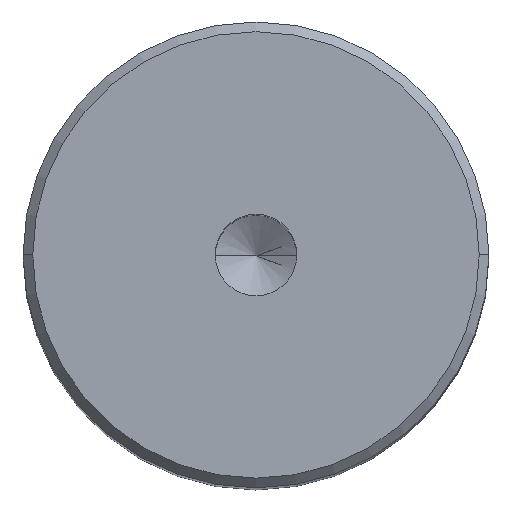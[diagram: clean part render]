
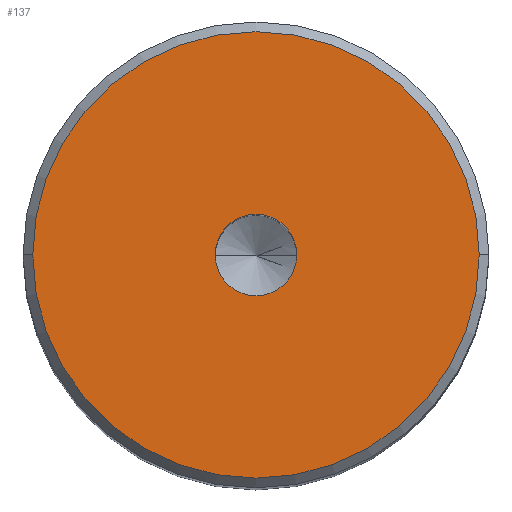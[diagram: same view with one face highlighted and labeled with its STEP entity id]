
A CAD part, top view. The second image highlights one B-rep face of the part: STEP entity #137.
In plain terms, the highlighted planar face has unit normal (0, 0, 1).
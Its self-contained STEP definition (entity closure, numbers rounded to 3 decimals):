
#6 = AXIS2_PLACEMENT_3D ( 'NONE', #349, #426, #298 ) ;
#10 = FACE_OUTER_BOUND ( 'NONE', #42, .T. ) ;
#11 = DIRECTION ( 'NONE',  ( 1., 0., 0. ) ) ;
#17 = ORIENTED_EDGE ( 'NONE', *, *, #55, .T. ) ;
#42 = EDGE_LOOP ( 'NONE', ( #439, #17 ) ) ;
#48 = CARTESIAN_POINT ( 'NONE',  ( -11.5, 0., 0. ) ) ;
#49 = DIRECTION ( 'NONE',  ( 1., 0., 0. ) ) ;
#55 = EDGE_CURVE ( 'NONE', #250, #146, #107, .T. ) ;
#65 = VERTEX_POINT ( 'NONE', #71 ) ;
#71 = CARTESIAN_POINT ( 'NONE',  ( 2.1, 0., 0. ) ) ;
#72 = CIRCLE ( 'NONE', #395, 11.5 ) ;
#85 = CARTESIAN_POINT ( 'NONE',  ( 0., 0., 0. ) ) ;
#88 = DIRECTION ( 'NONE',  ( 0., 0., 1. ) ) ;
#89 = PLANE ( 'NONE',  #229 ) ;
#93 = DIRECTION ( 'NONE',  ( 0., 0., 1. ) ) ;
#107 = CIRCLE ( 'NONE', #6, 11.5 ) ;
#122 = CIRCLE ( 'NONE', #572, 2.1 ) ;
#137 = ADVANCED_FACE ( 'NONE', ( #502, #10 ), #89, .T. ) ;
#146 = VERTEX_POINT ( 'NONE', #48 ) ;
#156 = EDGE_CURVE ( 'NONE', #542, #65, #510, .T. ) ;
#162 = CARTESIAN_POINT ( 'NONE',  ( -2.1, 0., 0. ) ) ;
#167 = EDGE_CURVE ( 'NONE', #146, #250, #72, .T. ) ;
#176 = CARTESIAN_POINT ( 'NONE',  ( 0., 0., 0. ) ) ;
#204 = EDGE_LOOP ( 'NONE', ( #377, #524 ) ) ;
#229 = AXIS2_PLACEMENT_3D ( 'NONE', #508, #403, #11 ) ;
#250 = VERTEX_POINT ( 'NONE', #515 ) ;
#262 = DIRECTION ( 'NONE',  ( 1., 0., 0. ) ) ;
#298 = DIRECTION ( 'NONE',  ( 1., 0., 0. ) ) ;
#313 = AXIS2_PLACEMENT_3D ( 'NONE', #176, #93, #407 ) ;
#347 = DIRECTION ( 'NONE',  ( 0., 0., 1. ) ) ;
#349 = CARTESIAN_POINT ( 'NONE',  ( 0., 0., 0. ) ) ;
#377 = ORIENTED_EDGE ( 'NONE', *, *, #451, .F. ) ;
#395 = AXIS2_PLACEMENT_3D ( 'NONE', #85, #88, #49 ) ;
#403 = DIRECTION ( 'NONE',  ( 0., 0., 1. ) ) ;
#407 = DIRECTION ( 'NONE',  ( 1., 0., 0. ) ) ;
#426 = DIRECTION ( 'NONE',  ( 0., 0., 1. ) ) ;
#432 = CARTESIAN_POINT ( 'NONE',  ( 0., 0., 0. ) ) ;
#439 = ORIENTED_EDGE ( 'NONE', *, *, #167, .T. ) ;
#451 = EDGE_CURVE ( 'NONE', #65, #542, #122, .T. ) ;
#502 = FACE_BOUND ( 'NONE', #204, .T. ) ;
#508 = CARTESIAN_POINT ( 'NONE',  ( 0., 0., 0. ) ) ;
#510 = CIRCLE ( 'NONE', #313, 2.1 ) ;
#515 = CARTESIAN_POINT ( 'NONE',  ( 11.5, 0., 0. ) ) ;
#524 = ORIENTED_EDGE ( 'NONE', *, *, #156, .F. ) ;
#542 = VERTEX_POINT ( 'NONE', #162 ) ;
#572 = AXIS2_PLACEMENT_3D ( 'NONE', #432, #347, #262 ) ;
